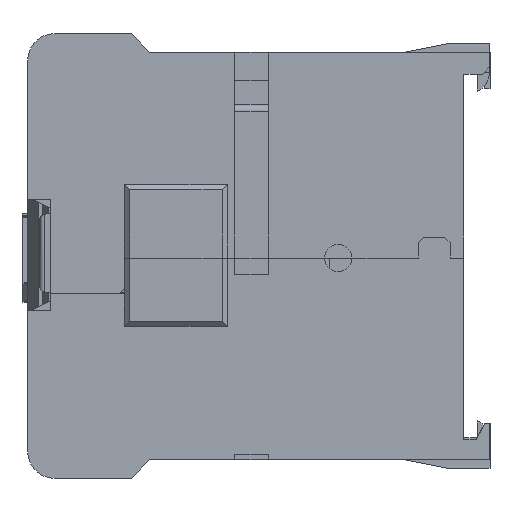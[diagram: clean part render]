
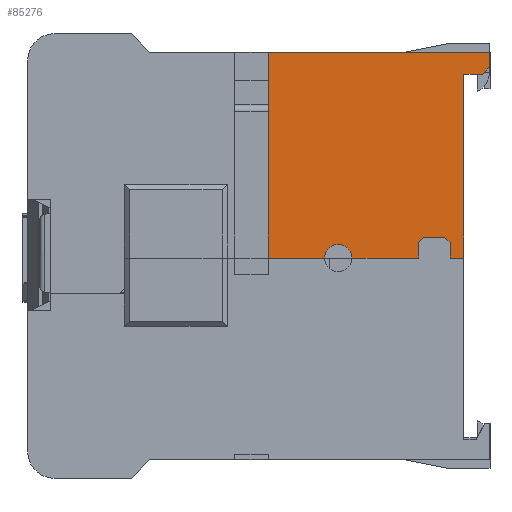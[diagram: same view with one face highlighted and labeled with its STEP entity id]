
A CAD part, left-side view. The second image highlights one B-rep face of the part: STEP entity #85276.
In plain terms, the highlighted planar face has unit normal (-1, 0, 0).
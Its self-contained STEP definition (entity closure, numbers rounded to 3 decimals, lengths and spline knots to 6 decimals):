
#76625=DIRECTION('',(0.,1.,0.));
#76626=VECTOR('',#76625,0.00535);
#76627=CARTESIAN_POINT('',(-0.020674,0.008181,-0.0003));
#76628=LINE('',#76627,#76626);
#76645=DIRECTION('',(0.,1.,0.));
#76646=VECTOR('',#76645,0.0013);
#76647=CARTESIAN_POINT('',(-0.020674,-0.005069,-0.0003));
#76648=LINE('',#76647,#76646);
#76927=DIRECTION('',(0.,0.,-1.));
#76928=VECTOR('',#76927,0.0175);
#76929=CARTESIAN_POINT('',(-0.020674,-0.005069,0.0172));
#76930=LINE('',#76929,#76928);
#77224=DIRECTION('',(0.,1.,0.));
#77225=VECTOR('',#77224,0.00635);
#77226=CARTESIAN_POINT('',(-0.020674,-0.000769,-0.0003));
#77227=LINE('',#77226,#77225);
#77244=DIRECTION('',(0.,-0.707,0.707));
#77245=VECTOR('',#77244,0.00099);
#77246=CARTESIAN_POINT('',(-0.020674,-0.006869,0.0172));
#77247=LINE('',#77246,#77245);
#77248=DIRECTION('',(0.,-1.,0.));
#77249=VECTOR('',#77248,0.0018);
#77250=CARTESIAN_POINT('',(-0.020674,-0.005069,0.0172));
#77251=LINE('',#77250,#77249);
#77252=DIRECTION('',(0.,0.,-1.));
#77253=VECTOR('',#77252,0.0015);
#77254=CARTESIAN_POINT('',(-0.020674,-0.003769,0.0012));
#77255=LINE('',#77254,#77253);
#77256=DIRECTION('',(0.,-0.707,-0.707));
#77257=VECTOR('',#77256,0.000707);
#77258=CARTESIAN_POINT('',(-0.020674,-0.003269,0.0017));
#77259=LINE('',#77258,#77257);
#77260=DIRECTION('',(0.,-1.,0.));
#77261=VECTOR('',#77260,0.002);
#77262=CARTESIAN_POINT('',(-0.020674,-0.001269,0.0017));
#77263=LINE('',#77262,#77261);
#77264=DIRECTION('',(0.,-0.707,0.707));
#77265=VECTOR('',#77264,0.000707);
#77266=CARTESIAN_POINT('',(-0.020674,-0.000769,0.0012));
#77267=LINE('',#77266,#77265);
#77268=DIRECTION('',(0.,0.,1.));
#77269=VECTOR('',#77268,0.0015);
#77270=CARTESIAN_POINT('',(-0.020674,-0.000769,-0.0003));
#77271=LINE('',#77270,#77269);
#77272=CARTESIAN_POINT('',(-0.020674,0.006881,-0.0003));
#77273=DIRECTION('',(1.,0.,0.));
#77274=DIRECTION('',(0.,1.,0.));
#77275=AXIS2_PLACEMENT_3D('',#77272,#77273,#77274);
#77277=DIRECTION('',(0.,0.,-1.));
#77278=VECTOR('',#77277,0.0196);
#77279=CARTESIAN_POINT('',(-0.020674,0.013531,0.0193));
#77280=LINE('',#77279,#77278);
#77285=DIRECTION('',(0.,0.,-1.));
#77286=VECTOR('',#77285,0.0014);
#77287=CARTESIAN_POINT('',(-0.020674,-0.007569,0.0193));
#77288=LINE('',#77287,#77286);
#77439=DIRECTION('',(0.,-1.,0.));
#77440=VECTOR('',#77439,0.0211);
#77441=CARTESIAN_POINT('',(-0.020674,0.013531,0.0193));
#77442=LINE('',#77441,#77440);
#82381=CARTESIAN_POINT('',(-0.020674,-0.005069,-0.0003));
#82383=VERTEX_POINT('',#82381);
#82387=CARTESIAN_POINT('',(-0.020674,-0.005069,0.0172));
#82388=VERTEX_POINT('',#82387);
#82491=CARTESIAN_POINT('',(-0.020674,0.008181,-0.0003));
#82493=VERTEX_POINT('',#82491);
#82496=CARTESIAN_POINT('',(-0.020674,0.005581,-0.0003));
#82498=VERTEX_POINT('',#82496);
#82533=CARTESIAN_POINT('',(-0.020674,-0.003769,-0.0003));
#82535=VERTEX_POINT('',#82533);
#82541=CARTESIAN_POINT('',(-0.020674,-0.001269,0.0017));
#82542=CARTESIAN_POINT('',(-0.020674,-0.003269,0.0017));
#82543=VERTEX_POINT('',#82541);
#82544=VERTEX_POINT('',#82542);
#82546=CARTESIAN_POINT('',(-0.020674,-0.000769,-0.0003));
#82548=VERTEX_POINT('',#82546);
#82555=CARTESIAN_POINT('',(-0.020674,-0.000769,0.0012));
#82556=VERTEX_POINT('',#82555);
#82557=CARTESIAN_POINT('',(-0.020674,-0.003769,0.0012));
#82558=VERTEX_POINT('',#82557);
#82577=CARTESIAN_POINT('',(-0.020674,0.013531,-0.0003));
#82578=VERTEX_POINT('',#82577);
#82593=CARTESIAN_POINT('',(-0.020674,0.013531,0.0193));
#82594=CARTESIAN_POINT('',(-0.020674,-0.007569,0.0193));
#82595=VERTEX_POINT('',#82593);
#82596=VERTEX_POINT('',#82594);
#82653=CARTESIAN_POINT('',(-0.020674,-0.007569,0.0179));
#82654=VERTEX_POINT('',#82653);
#82790=CARTESIAN_POINT('',(-0.020674,-0.006869,0.0172));
#82791=VERTEX_POINT('',#82790);
#85244=CARTESIAN_POINT('',(-0.020674,-0.007569,0.0193));
#85245=DIRECTION('',(-1.,0.,0.));
#85246=DIRECTION('',(0.,1.,0.));
#85247=AXIS2_PLACEMENT_3D('',#85244,#85245,#85246);
#85248=PLANE('',#85247);
#85250=ORIENTED_EDGE('',*,*,#85249,.F.);
#85252=ORIENTED_EDGE('',*,*,#85251,.F.);
#85253=ORIENTED_EDGE('',*,*,#84741,.T.);
#85254=ORIENTED_EDGE('',*,*,#84454,.T.);
#85256=ORIENTED_EDGE('',*,*,#85255,.F.);
#85258=ORIENTED_EDGE('',*,*,#85257,.F.);
#85260=ORIENTED_EDGE('',*,*,#85259,.F.);
#85262=ORIENTED_EDGE('',*,*,#85261,.F.);
#85264=ORIENTED_EDGE('',*,*,#85263,.F.);
#85265=ORIENTED_EDGE('',*,*,#85209,.T.);
#85266=ORIENTED_EDGE('',*,*,#85229,.F.);
#85267=ORIENTED_EDGE('',*,*,#84438,.T.);
#85269=ORIENTED_EDGE('',*,*,#85268,.F.);
#85271=ORIENTED_EDGE('',*,*,#85270,.T.);
#85273=ORIENTED_EDGE('',*,*,#85272,.T.);
#85274=EDGE_LOOP('',(#85250,#85252,#85253,#85254,#85256,#85258,#85260,#85262,
#85264,#85265,#85266,#85267,#85269,#85271,#85273));
#85275=FACE_OUTER_BOUND('',#85274,.F.);
#77276=CIRCLE('',#77275,0.0013);
#84438=EDGE_CURVE('',#82493,#82578,#76628,.T.);
#84454=EDGE_CURVE('',#82383,#82535,#76648,.T.);
#84741=EDGE_CURVE('',#82388,#82383,#76930,.T.);
#85209=EDGE_CURVE('',#82548,#82498,#77227,.T.);
#85229=EDGE_CURVE('',#82493,#82498,#77276,.T.);
#85249=EDGE_CURVE('',#82791,#82654,#77247,.T.);
#85251=EDGE_CURVE('',#82388,#82791,#77251,.T.);
#85255=EDGE_CURVE('',#82558,#82535,#77255,.T.);
#85257=EDGE_CURVE('',#82544,#82558,#77259,.T.);
#85259=EDGE_CURVE('',#82543,#82544,#77263,.T.);
#85261=EDGE_CURVE('',#82556,#82543,#77267,.T.);
#85263=EDGE_CURVE('',#82548,#82556,#77271,.T.);
#85268=EDGE_CURVE('',#82595,#82578,#77280,.T.);
#85270=EDGE_CURVE('',#82595,#82596,#77442,.T.);
#85272=EDGE_CURVE('',#82596,#82654,#77288,.T.);
#85276=ADVANCED_FACE('',(#85275),#85248,.T.);
